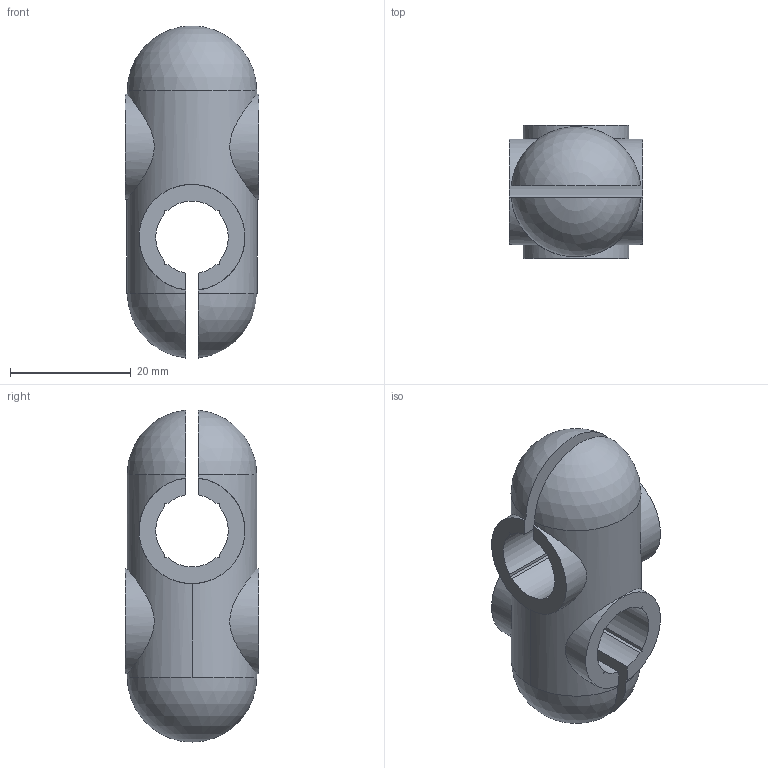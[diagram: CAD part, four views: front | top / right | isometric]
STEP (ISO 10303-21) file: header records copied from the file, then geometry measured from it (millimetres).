
FILE_DESCRIPTION((''),'2;1');
FILE_NAME('12095_NOSILEC_SENZORJA','2022-09-19T07:58:20',('PredragRovcanin'),('Audax d.o.o.'),'CREO PARAMETRIC BY PTC INC, 2020281','CREO PARAMETRIC BY PTC INC, 2020281','');
FILE_SCHEMA(('AP242_MANAGED_MODEL_BASED_3D_ENGINEERING_MIM_LF { 1 0 10303 442 1 1 4 }'));
Length unit declared in the file: millimetre
Products named in the file (1): 12095_NOSILEC_SENZORJA
Bounding box: 22 x 22 x 54.91 mm (x, y, z)
Volume: 12542.7 mm3; surface area: 6139.5 mm2
Topology: 1 solids, 1 shells, 44 faces, 129 edges, 90 vertices
Faces by surface type: plane 24, cylinder 16, sphere 4
Entity records: 2476 total; most frequent: CARTESIAN_POINT 432, COLOUR_RGB 321, ORIENTED_EDGE 252, DIRECTION 247, PRESENTATION_STYLE_ASSIGNMENT 131, STYLED_ITEM 131, CURVE_STYLE 130, EDGE_CURVE 126
